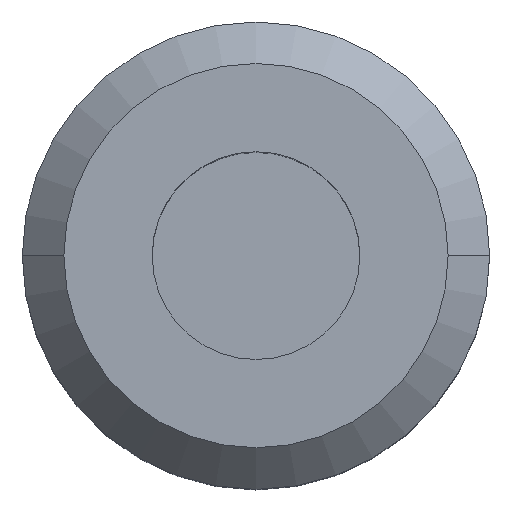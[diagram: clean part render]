
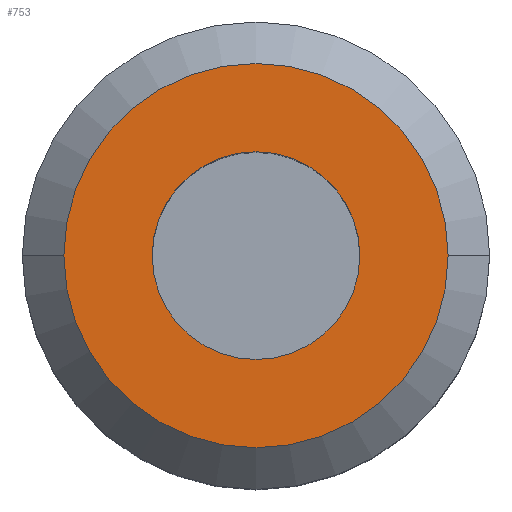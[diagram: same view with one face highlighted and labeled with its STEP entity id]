
A CAD part, top view. The second image highlights one B-rep face of the part: STEP entity #753.
In plain terms, the highlighted planar face has unit normal (0, 0, 1).
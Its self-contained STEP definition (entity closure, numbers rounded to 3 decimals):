
#43 = PLANE ( 'NONE',  #143 ) ;
#81 = DIRECTION ( 'NONE',  ( 0., 0., -1. ) ) ;
#100 = EDGE_CURVE ( 'NONE', #4326, #4096, #2911, .T. ) ;
#143 = AXIS2_PLACEMENT_3D ( 'NONE', #1936, #81, #1379 ) ;
#151 = EDGE_LOOP ( 'NONE', ( #347, #4192 ) ) ;
#183 = AXIS2_PLACEMENT_3D ( 'NONE', #2662, #416, #3038 ) ;
#236 = ORIENTED_EDGE ( 'NONE', *, *, #3176, .T. ) ;
#276 = CIRCLE ( 'NONE', #2363, 37. ) ;
#347 = ORIENTED_EDGE ( 'NONE', *, *, #2607, .T. ) ;
#416 = DIRECTION ( 'NONE',  ( 0., 0., -1. ) ) ;
#732 = CARTESIAN_POINT ( 'NONE',  ( 0., 0., 100. ) ) ;
#753 = ADVANCED_FACE ( 'NONE', ( #1972, #960 ), #43, .F. ) ;
#960 = FACE_OUTER_BOUND ( 'NONE', #151, .T. ) ;
#1048 = EDGE_LOOP ( 'NONE', ( #1199, #236 ) ) ;
#1103 = DIRECTION ( 'NONE',  ( 1., 0., 0. ) ) ;
#1104 = CARTESIAN_POINT ( 'NONE',  ( -37., 0., 100. ) ) ;
#1199 = ORIENTED_EDGE ( 'NONE', *, *, #100, .T. ) ;
#1379 = DIRECTION ( 'NONE',  ( -1., 0., 0. ) ) ;
#1634 = DIRECTION ( 'NONE',  ( 0., 0., 1. ) ) ;
#1936 = CARTESIAN_POINT ( 'NONE',  ( 0., 37., 100. ) ) ;
#1972 = FACE_BOUND ( 'NONE', #1048, .T. ) ;
#2079 = AXIS2_PLACEMENT_3D ( 'NONE', #4079, #3990, #4065 ) ;
#2238 = CARTESIAN_POINT ( 'NONE',  ( 37., 0., 100. ) ) ;
#2363 = AXIS2_PLACEMENT_3D ( 'NONE', #3883, #1634, #4260 ) ;
#2607 = EDGE_CURVE ( 'NONE', #4509, #3061, #276, .T. ) ;
#2662 = CARTESIAN_POINT ( 'NONE',  ( 0., 0., 100. ) ) ;
#2744 = CIRCLE ( 'NONE', #4219, 37. ) ;
#2911 = CIRCLE ( 'NONE', #2079, 20. ) ;
#3038 = DIRECTION ( 'NONE',  ( -1., 0., 0. ) ) ;
#3061 = VERTEX_POINT ( 'NONE', #2238 ) ;
#3176 = EDGE_CURVE ( 'NONE', #4096, #4326, #4175, .T. ) ;
#3283 = CARTESIAN_POINT ( 'NONE',  ( -20., 0., 100. ) ) ;
#3357 = DIRECTION ( 'NONE',  ( 0., 0., 1. ) ) ;
#3883 = CARTESIAN_POINT ( 'NONE',  ( 0., 0., 100. ) ) ;
#3990 = DIRECTION ( 'NONE',  ( 0., 0., -1. ) ) ;
#4065 = DIRECTION ( 'NONE',  ( -1., 0., 0. ) ) ;
#4079 = CARTESIAN_POINT ( 'NONE',  ( 0., 0., 100. ) ) ;
#4096 = VERTEX_POINT ( 'NONE', #4808 ) ;
#4100 = EDGE_CURVE ( 'NONE', #3061, #4509, #2744, .T. ) ;
#4175 = CIRCLE ( 'NONE', #183, 20. ) ;
#4192 = ORIENTED_EDGE ( 'NONE', *, *, #4100, .T. ) ;
#4219 = AXIS2_PLACEMENT_3D ( 'NONE', #732, #3357, #1103 ) ;
#4260 = DIRECTION ( 'NONE',  ( 1., 0., 0. ) ) ;
#4326 = VERTEX_POINT ( 'NONE', #3283 ) ;
#4509 = VERTEX_POINT ( 'NONE', #1104 ) ;
#4808 = CARTESIAN_POINT ( 'NONE',  ( 20., 0., 100. ) ) ;
